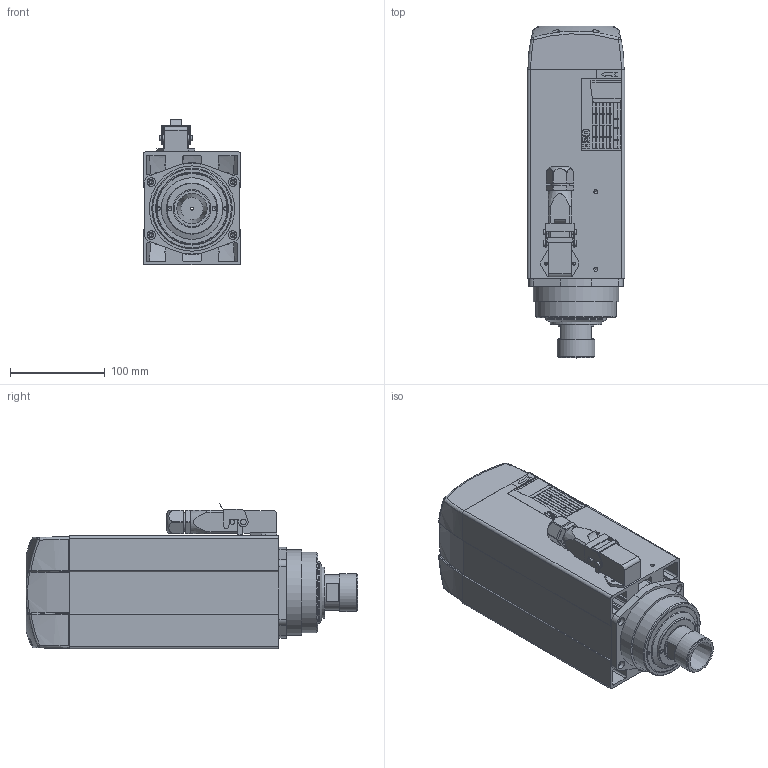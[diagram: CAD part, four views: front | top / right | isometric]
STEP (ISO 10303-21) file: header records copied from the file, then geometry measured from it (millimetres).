
FILE_DESCRIPTION(/* description */ ('Unknown'),/* implementation_level */ '2;1');
FILE_NAME(/* name */ 'H6162H0170_3DSEMPLIFICATO',/* time_stamp */ '2021-03-22T10:56:24+01:00',/* author */ ('Unknown'),/* organization */ ('Unknown'),/* preprocessor_version */ 'ST-DEVELOPER v16.7',/* originating_system */ 'DEX',/* authorisation */ $);
FILE_SCHEMA (('AUTOMOTIVE_DESIGN {1 0 10303 214 3 1 1}'));
Length unit declared in the file: millimetre
Products named in the file (13): LA00005066; Y140800001; y142300015; MM00206504; y091600137_oa_0; Y303200001; y080100059_oa_1; y083700013_oa_2; y083700014_oa_3; CC80450004; Y214700006; 2138A0173; MM00206259_oa_4
Assembly tree (12 placements, depth 2):
  LA00005066
    Y140800001
    y142300015
    MM00206504
    y091600137_oa_0
    Y303200001
    y080100059_oa_1
    y083700013_oa_2
    y083700014_oa_3
    CC80450004
    Y214700006
    2138A0173
    MM00206259_oa_4
Bounding box: 103 x 350.5 x 154 mm (x, y, z)
Volume: 1014769 mm3; surface area: 429803.7 mm2
Topology: 13 solids, 13 shells, 1047 faces, 2798 edges, 1840 vertices
Faces by surface type: plane 517, cylinder 358, bspline 78, torus 50, cone 36, sphere 8
Full cylindrical faces by diameter (mm): 2.459 x3, 3 x3, 3.242 x5, 3.3 x4, 3.5 x2, 4.134 x10, 4.5 x6, 5 x3, 5.5 x4, 5.7 x1, 6 x4, 6.647 x6, 7.5 x4, 9 x4, 10 x1, 12 x1, 15 x1, 18.376 x1, 20 x2, 23.5 x1, 37.6 x2, 38.5 x1, 40 x2, 42 x1, 46 x1, 49.5 x1, 54 x1, 55 x1, 55.5 x1, 59.5 x1
Entity records: 35493 total; most frequent: CARTESIAN_POINT 8496, ORIENTED_EDGE 5172, DIRECTION 5087, EDGE_CURVE 2586, AXIS2_PLACEMENT_3D 1833, VERTEX_POINT 1770, LINE 1421, VECTOR 1421
